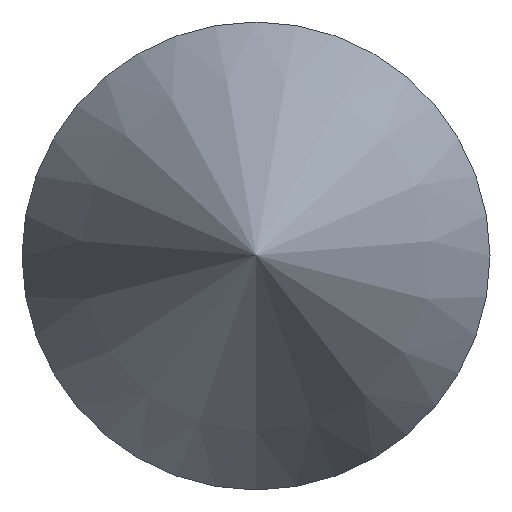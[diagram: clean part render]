
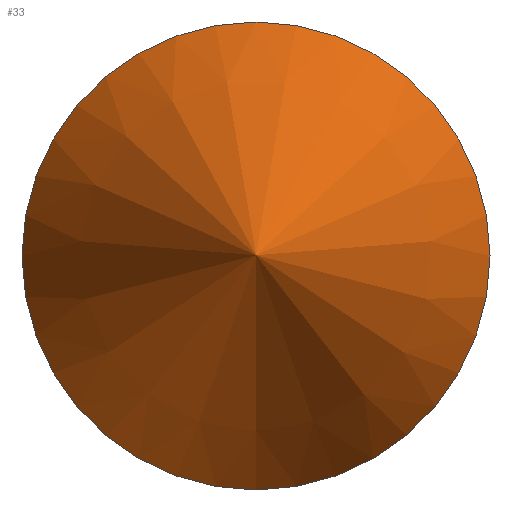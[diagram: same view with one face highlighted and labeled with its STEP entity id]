
A CAD part, top view. The second image highlights one B-rep face of the part: STEP entity #33.
In plain terms, the highlighted conical face has half-angle 26.565 degrees and reference radius 2.5 mm.
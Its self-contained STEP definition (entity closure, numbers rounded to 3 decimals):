
#15=LINE('',#66,#16);
#16=VECTOR('',#59,2.5);
#17=CONICAL_SURFACE('',#50,2.5,0.464);
#19=FACE_OUTER_BOUND('',#21,.T.);
#21=EDGE_LOOP('',(#28,#29,#30));
#22=CIRCLE('',#49,5.);
#23=VERTEX_POINT('',#62);
#24=VERTEX_POINT('',#65);
#25=EDGE_CURVE('',#23,#23,#22,.T.);
#26=EDGE_CURVE('',#23,#24,#15,.T.);
#28=ORIENTED_EDGE('',*,*,#25,.F.);
#29=ORIENTED_EDGE('',*,*,#26,.T.);
#30=ORIENTED_EDGE('',*,*,#26,.F.);
#33=ADVANCED_FACE('',(#19),#17,.T.);
#49=AXIS2_PLACEMENT_3D('',#63,#55,#56);
#50=AXIS2_PLACEMENT_3D('',#64,#57,#58);
#55=DIRECTION('center_axis',(0.,0.,-1.));
#56=DIRECTION('ref_axis',(1.,0.,0.));
#57=DIRECTION('center_axis',(0.,0.,-1.));
#58=DIRECTION('ref_axis',(0.,1.,0.));
#59=DIRECTION('',(0.,0.447,0.894));
#62=CARTESIAN_POINT('',(0.,111.938,1006.675));
#63=CARTESIAN_POINT('Origin',(0.,116.938,1006.675));
#64=CARTESIAN_POINT('Origin',(0.,116.938,1011.675));
#65=CARTESIAN_POINT('',(0.,116.938,1016.675));
#66=CARTESIAN_POINT('',(0.,114.438,1011.675));
